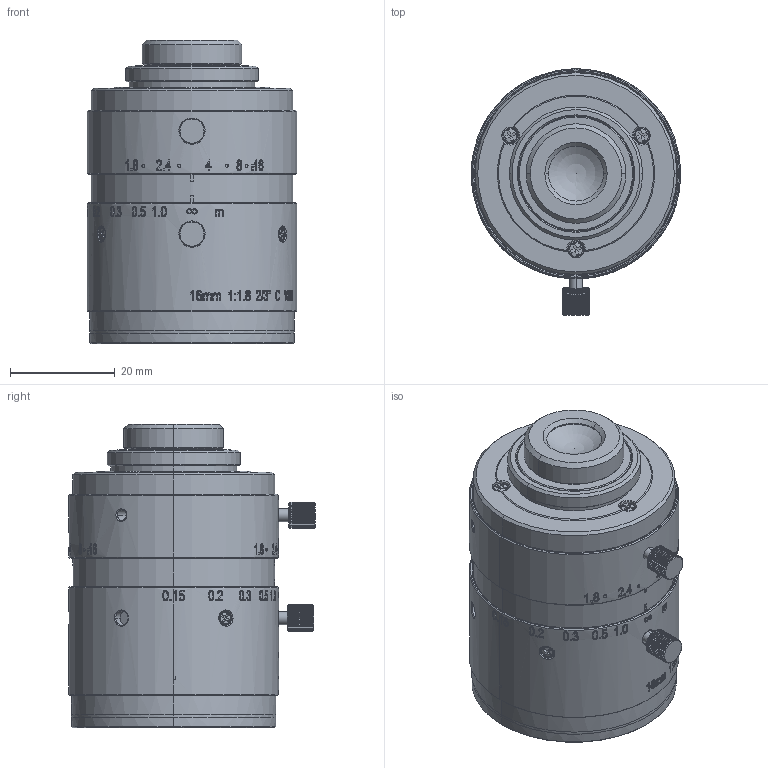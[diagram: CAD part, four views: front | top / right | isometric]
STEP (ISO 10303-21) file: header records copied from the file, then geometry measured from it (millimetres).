
FILE_DESCRIPTION (( 'STEP AP203' ), '1' );
FILE_NAME ('600139.step', '2025-04-14T08:38:44', ( 'MSI' ), ( '' ), 'SwSTEP 2.0', 'SolidWorks 2020', '' );
FILE_SCHEMA (( 'CONFIG_CONTROL_DESIGN' ));
Length unit declared in the file: millimetre
Products named in the file (22): ADMI4DCC9D9B2L3R_9.stp; ADMI4DCC9D9B2L3R_2.stp; ADMI4DCC9D9B2L3R_15.stp; ADMI4DCC9D9B2L3R_13.stp; ADMI4DCC9D9B2L3R_6.stp; ADMI4DCC9D9B2L3R_7.stp; 600139; ADMI4DCC9D9B2L3R_17.stp; ADMI4DCC9D9B2L3R_ASM.stp; ADMI4DCC9D9B2L3R_11.stp; ADMI4DCC9D9B2L3R_18.stp; ADMI4DCC9D9B2L3R_4.stp; ADMI4DCC9D9B2L3R_10.stp; ADMI4DCC9D9B2L3R_1.stp; ADMI4DCC9D9B2L3R_16.stp; ADMI4DCC9D9B2L3R_5.stp; ADMI4DCC9D9B2L3R_8.stp; V330031B-606.stp; 600139.stp; ADMI4DCC9D9B2L3R_14.stp; ADMI4DCC9D9B2L3R_19.stp; ADMI4DCC9D9B2L3R_12.stp
Assembly tree (21 placements, depth 4):
  600139
    600139.stp
      ADMI4DCC9D9B2L3R_ASM.stp
        ADMI4DCC9D9B2L3R_1.stp
        ADMI4DCC9D9B2L3R_2.stp
        ADMI4DCC9D9B2L3R_4.stp
        ADMI4DCC9D9B2L3R_5.stp
        ADMI4DCC9D9B2L3R_6.stp
        ADMI4DCC9D9B2L3R_7.stp
        ADMI4DCC9D9B2L3R_8.stp
        ADMI4DCC9D9B2L3R_9.stp
        ADMI4DCC9D9B2L3R_10.stp
        ADMI4DCC9D9B2L3R_11.stp
        ADMI4DCC9D9B2L3R_12.stp
        ADMI4DCC9D9B2L3R_13.stp
        ADMI4DCC9D9B2L3R_14.stp
        ADMI4DCC9D9B2L3R_15.stp
        ADMI4DCC9D9B2L3R_16.stp
        ADMI4DCC9D9B2L3R_17.stp
        ADMI4DCC9D9B2L3R_18.stp
        ADMI4DCC9D9B2L3R_19.stp
      V330031B-606.stp
Bounding box: 40 x 46.99 x 57.85 mm (x, y, z)
Volume: 29990.3 mm3; surface area: 31857.9 mm2
Topology: 19 solids, 19 shells, 2042 faces, 5163 edges, 3326 vertices
Faces by surface type: plane 768, bspline 562, cylinder 360, cone 240, torus 96, sphere 16
Entity records: 83010 total; most frequent: CARTESIAN_POINT 35323, ORIENTED_EDGE 10302, DIRECTION 7779, EDGE_CURVE 5151, VERTEX_POINT 3318, AXIS2_PLACEMENT_3D 2763, EDGE_LOOP 2263, LINE 2253
